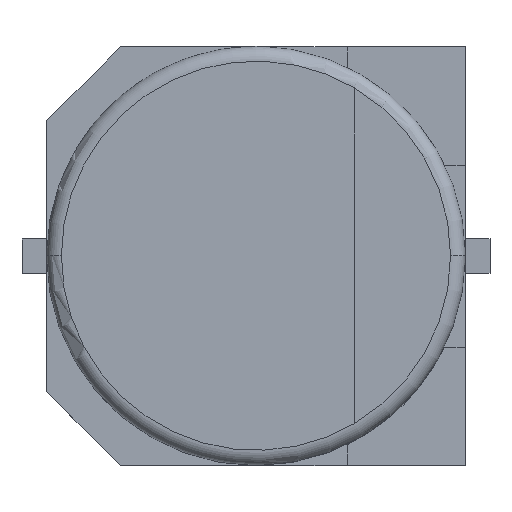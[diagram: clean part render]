
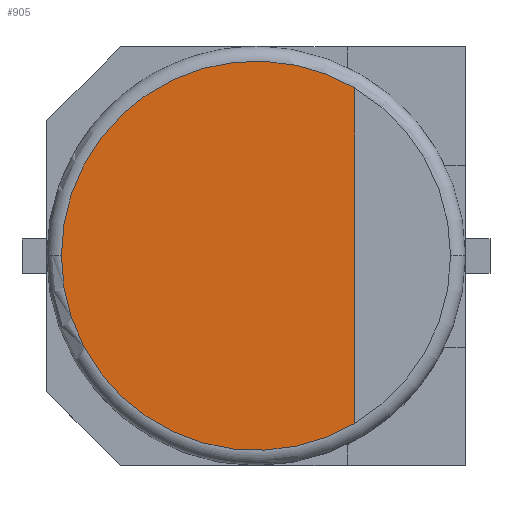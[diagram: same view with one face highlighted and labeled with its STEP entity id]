
A CAD part, top view. The second image highlights one B-rep face of the part: STEP entity #905.
In plain terms, the highlighted planar face has unit normal (0, 0, 1).
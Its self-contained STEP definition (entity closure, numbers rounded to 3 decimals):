
#578=CARTESIAN_POINT('',(-3.95,0.,6.2));
#579=VERTEX_POINT('',#578);
#589=CARTESIAN_POINT('',(2.,3.406,6.2));
#590=VERTEX_POINT('',#589);
#591=CARTESIAN_POINT('',(0.0,0.,6.2));
#592=DIRECTION('',(0.0,0.0,-1.0));
#593=DIRECTION('',(-1.0,0.0,0.0));
#594=AXIS2_PLACEMENT_3D('',#591,#592,#593);
#595=CIRCLE('',#594,3.95);
#596=EDGE_CURVE('',#579,#590,#595,.T.);
#648=CARTESIAN_POINT('',(2.,-3.406,6.2));
#649=VERTEX_POINT('',#648);
#855=CARTESIAN_POINT('',(2.,-3.406,6.2));
#856=DIRECTION('',(0.0,1.0,0.0));
#857=VECTOR('',#856,6.812);
#858=LINE('',#855,#857);
#859=EDGE_CURVE('',#649,#590,#858,.T.);
#885=CARTESIAN_POINT('',(0.0,0.,6.2));
#886=DIRECTION('',(0.0,0.0,-1.0));
#887=DIRECTION('',(-1.0,0.0,0.0));
#888=AXIS2_PLACEMENT_3D('',#885,#886,#887);
#889=CIRCLE('',#888,3.95);
#890=EDGE_CURVE('',#649,#579,#889,.T.);
#895=CARTESIAN_POINT('',(0.0,0.,6.2));
#896=DIRECTION('',(0.0,0.0,1.0));
#897=DIRECTION('',(1.0,0.0,0.0));
#898=AXIS2_PLACEMENT_3D('',#895,#896,#897);
#899=PLANE('',#898);
#900=ORIENTED_EDGE('',*,*,#859,.T.);
#901=ORIENTED_EDGE('',*,*,#596,.F.);
#902=ORIENTED_EDGE('',*,*,#890,.F.);
#903=EDGE_LOOP('',(#900,#901,#902));
#904=FACE_OUTER_BOUND('',#903,.T.);
#905=ADVANCED_FACE('',(#904),#899,.T.);
